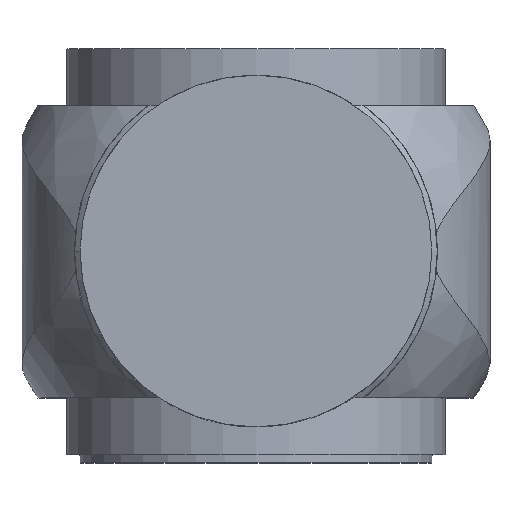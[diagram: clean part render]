
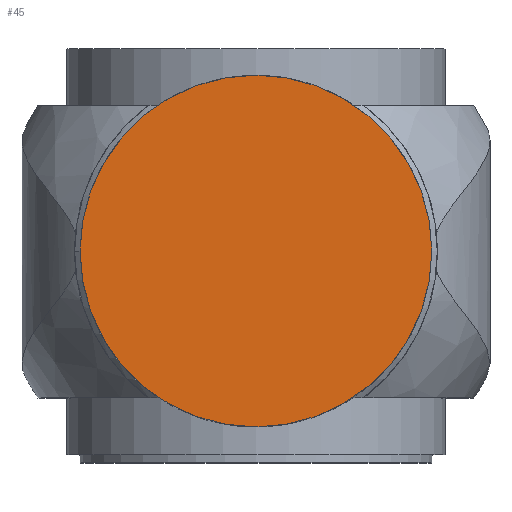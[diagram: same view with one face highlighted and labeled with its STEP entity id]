
A CAD part, top view. The second image highlights one B-rep face of the part: STEP entity #45.
In plain terms, the highlighted planar face has unit normal (0, 0, 1).
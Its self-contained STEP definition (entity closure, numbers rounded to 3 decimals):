
#20=CARTESIAN_POINT('NONE',(32.5,0.,1895.));
#21=VERTEX_POINT('NONE',#20);
#22=CARTESIAN_POINT('NONE',(0.,0.,1895.));
#23=DIRECTION('NONE',(-1.,0.,0.));
#24=DIRECTION('NONE',(0.,0.,-1.));
#25=AXIS2_PLACEMENT_3D('NONE',#22,#24,#23);
#26=CIRCLE('*CRV56',#25,32.5);
#28=EDGE_CURVE('NONE',#68,#21,#26,.T.);
#29=ORIENTED_EDGE('NONE',*,*,#28,.T.);
#30=CARTESIAN_POINT('NONE',(0.,0.,1895.));
#31=DIRECTION('NONE',(-1.,0.,0.));
#32=DIRECTION('NONE',(0.,0.,-1.));
#33=AXIS2_PLACEMENT_3D('NONE',#30,#32,#31);
#34=CIRCLE('*CRV10',#33,32.5);
#36=EDGE_CURVE('NONE',#21,#68,#34,.T.);
#37=ORIENTED_EDGE('NONE',*,*,#36,.T.);
#38=EDGE_LOOP('NONE',(#29,#37));
#39=FACE_OUTER_BOUND('NONE',#38,.F.);
#40=CARTESIAN_POINT('NONE',(0.,0.,1895.));
#41=DIRECTION('NONE',(-1.,0.,0.));
#42=DIRECTION('NONE',(0.,0.,-1.));
#43=AXIS2_PLACEMENT_3D('NONE',#40,#42,#41);
#44=PLANE('NONE',#43);
#45=ADVANCED_FACE('*FAC6',(#39),#44,.F.);
#67=CARTESIAN_POINT('NONE',(-32.5,0.,1895.));
#68=VERTEX_POINT('NONE',#67);
